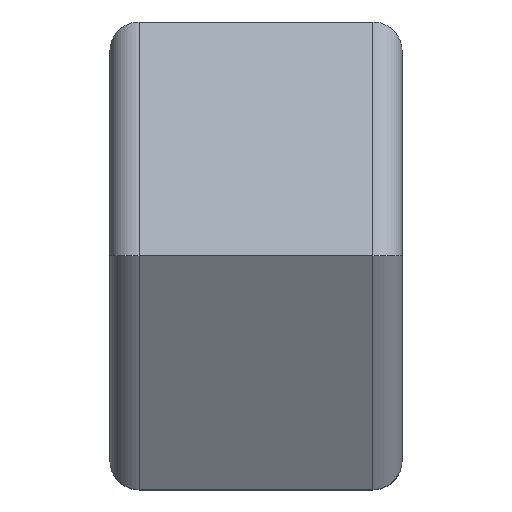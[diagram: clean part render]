
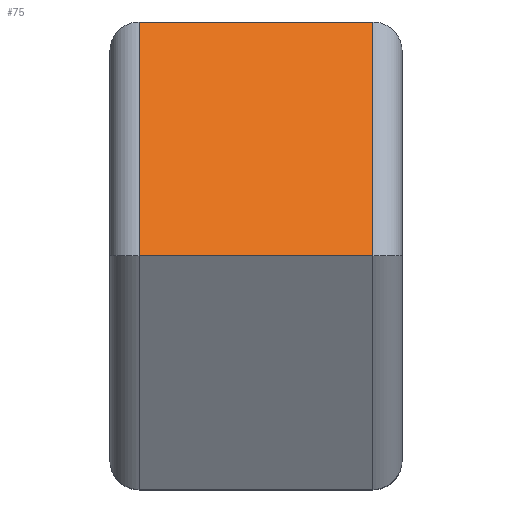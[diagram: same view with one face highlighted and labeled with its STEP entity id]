
A CAD part, top view. The second image highlights one B-rep face of the part: STEP entity #75.
In plain terms, the highlighted planar face has unit normal (0, 0.5, 0.866).
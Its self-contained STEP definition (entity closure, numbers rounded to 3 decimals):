
#75=ADVANCED_FACE('',(#282),#284,.T.);
#282=FACE_BOUND('',#283,.T.);
#283=EDGE_LOOP('',(#442,#443,#444,#445));
#284=PLANE('',#285);
#285=AXIS2_PLACEMENT_3D('',#286,#287,#288);
#286=CARTESIAN_POINT('',(0.,4.,2.309));
#287=DIRECTION('',(0.,0.5,0.866));
#288=DIRECTION('',(0.,-0.866,0.5));
#442=ORIENTED_EDGE('',*,*,#534,.T.);
#443=ORIENTED_EDGE('',*,*,#535,.T.);
#444=ORIENTED_EDGE('',*,*,#536,.F.);
#445=ORIENTED_EDGE('',*,*,#537,.F.);
#534=EDGE_CURVE('',#596,#597,#598,.T.);
#535=EDGE_CURVE('',#597,#599,#600,.T.);
#536=EDGE_CURVE('',#601,#599,#602,.T.);
#537=EDGE_CURVE('',#596,#601,#603,.T.);
#596=VERTEX_POINT('',#706);
#597=VERTEX_POINT('',#707);
#598=LINE('',#708,#709);
#599=VERTEX_POINT('',#711);
#600=LINE('',#712,#713);
#601=VERTEX_POINT('',#715);
#602=LINE('',#716,#717);
#603=LINE('',#719,#720);
#706=CARTESIAN_POINT('',(0.5,4.,2.309));
#707=CARTESIAN_POINT('',(0.5,0.,4.619));
#708=CARTESIAN_POINT('',(0.5,4.,2.309));
#709=VECTOR('',#710,1.);
#710=DIRECTION('',(0.,-0.866,0.5));
#711=CARTESIAN_POINT('',(4.5,0.,4.619));
#712=CARTESIAN_POINT('',(0.5,0.,4.619));
#713=VECTOR('',#714,1.);
#714=DIRECTION('',(1.,0.,0.));
#715=CARTESIAN_POINT('',(4.5,4.,2.309));
#716=CARTESIAN_POINT('',(4.5,4.,2.309));
#717=VECTOR('',#718,1.);
#718=DIRECTION('',(0.,-0.866,0.5));
#719=CARTESIAN_POINT('',(0.5,4.,2.309));
#720=VECTOR('',#721,1.);
#721=DIRECTION('',(1.,0.,0.));
